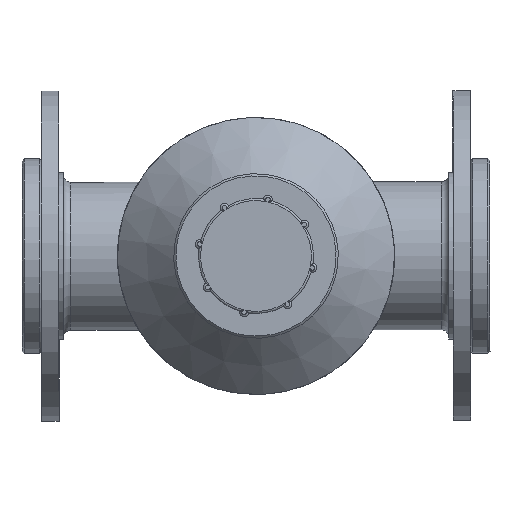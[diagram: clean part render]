
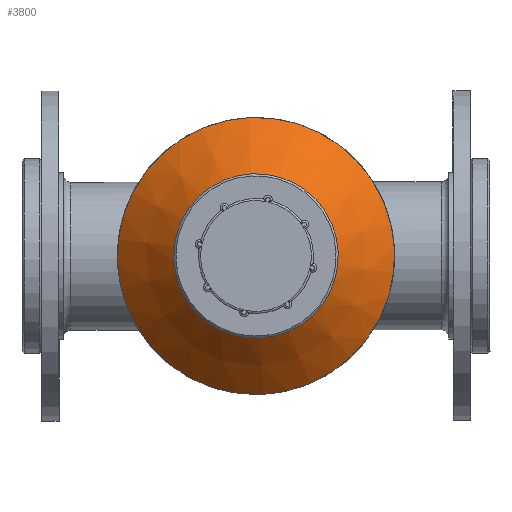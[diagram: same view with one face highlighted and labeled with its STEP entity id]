
A CAD part, front view. The second image highlights one B-rep face of the part: STEP entity #3800.
In plain terms, the highlighted conical face has half-angle 45 degrees and reference radius 38 mm.
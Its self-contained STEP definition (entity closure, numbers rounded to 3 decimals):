
#920 = CARTESIAN_POINT ( 'NONE',  ( 15.085, -39.663, 0. ) ) ;
#941 = DIRECTION ( 'NONE',  ( 0., 1., 0. ) ) ;
#1129 = AXIS2_PLACEMENT_3D ( 'NONE', #4454, #4528, #3757 ) ;
#1406 = ORIENTED_EDGE ( 'NONE', *, *, #1517, .T. ) ;
#1490 = CARTESIAN_POINT ( 'NONE',  ( 15.085, -13.663, 0. ) ) ;
#1502 = AXIS2_PLACEMENT_3D ( 'NONE', #920, #941, #3270 ) ;
#1517 = EDGE_CURVE ( 'NONE', #1521, #1521, #3991, .T. ) ;
#1521 = VERTEX_POINT ( 'NONE', #3754 ) ;
#1637 = VERTEX_POINT ( 'NONE', #3778 ) ;
#1809 = DIRECTION ( 'NONE',  ( 1., 0., 0. ) ) ;
#2323 = EDGE_LOOP ( 'NONE', ( #1406 ) ) ;
#2464 = EDGE_LOOP ( 'NONE', ( #3943 ) ) ;
#2980 = EDGE_CURVE ( 'NONE', #1637, #1637, #3239, .T. ) ;
#3239 = CIRCLE ( 'NONE', #1129, 38. ) ;
#3270 = DIRECTION ( 'NONE',  ( -1., 0., 0. ) ) ;
#3422 = CONICAL_SURFACE ( 'NONE', #4813, 38., 0.785 ) ;
#3683 = FACE_OUTER_BOUND ( 'NONE', #2323, .T. ) ;
#3753 = DIRECTION ( 'NONE',  ( 0., -1., 0. ) ) ;
#3754 = CARTESIAN_POINT ( 'NONE',  ( -48.915, -39.663, 0. ) ) ;
#3757 = DIRECTION ( 'NONE',  ( -1., 0., 0. ) ) ;
#3778 = CARTESIAN_POINT ( 'NONE',  ( -22.915, -13.663, 0. ) ) ;
#3800 = ADVANCED_FACE ( 'NONE', ( #3683, #4425 ), #3422, .T. ) ;
#3943 = ORIENTED_EDGE ( 'NONE', *, *, #2980, .F. ) ;
#3991 = CIRCLE ( 'NONE', #1502, 64. ) ;
#4425 = FACE_BOUND ( 'NONE', #2464, .T. ) ;
#4454 = CARTESIAN_POINT ( 'NONE',  ( 15.085, -13.663, 0. ) ) ;
#4528 = DIRECTION ( 'NONE',  ( 0., 1., 0. ) ) ;
#4813 = AXIS2_PLACEMENT_3D ( 'NONE', #1490, #3753, #1809 ) ;
